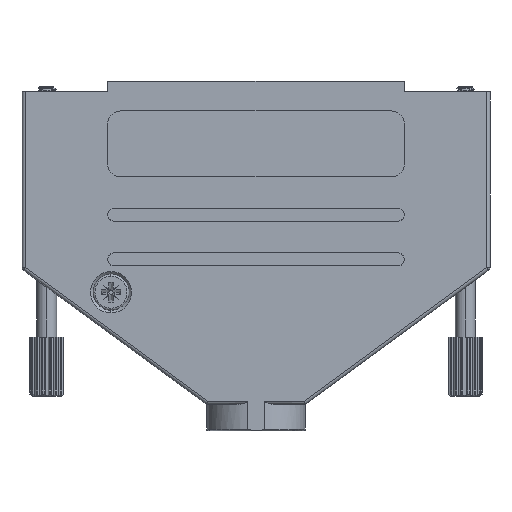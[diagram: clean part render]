
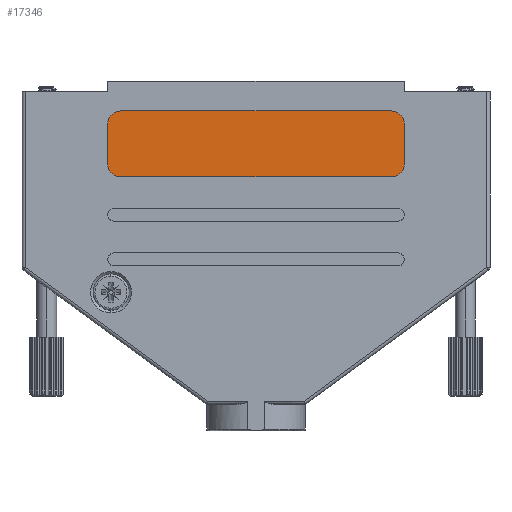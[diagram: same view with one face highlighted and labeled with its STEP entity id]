
A CAD part, front view. The second image highlights one B-rep face of the part: STEP entity #17346.
In plain terms, the highlighted planar face has unit normal (0, -1, 0).
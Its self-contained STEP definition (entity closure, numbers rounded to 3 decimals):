
#95 = VECTOR ( 'NONE', #8480, 1000. ) ;
#375 = LINE ( 'NONE', #16137, #95 ) ;
#1165 = ORIENTED_EDGE ( 'NONE', *, *, #2725, .T. ) ;
#1248 = CARTESIAN_POINT ( 'NONE',  ( -22.5, 0.3, -6.5 ) ) ;
#1940 = CARTESIAN_POINT ( 'NONE',  ( 20.5, 0.3, -6.5 ) ) ;
#2062 = AXIS2_PLACEMENT_3D ( 'NONE', #16114, #9532, #16461 ) ;
#2183 = ORIENTED_EDGE ( 'NONE', *, *, #8351, .T. ) ;
#2725 = EDGE_CURVE ( 'NONE', #13722, #14120, #375, .T. ) ;
#3073 = VERTEX_POINT ( 'NONE', #1248 ) ;
#3276 = EDGE_CURVE ( 'NONE', #14120, #3433, #6586, .T. ) ;
#3433 = VERTEX_POINT ( 'NONE', #4755 ) ;
#4272 = CARTESIAN_POINT ( 'NONE',  ( 22.5, 0.3, -6.5 ) ) ;
#4380 = CARTESIAN_POINT ( 'NONE',  ( 22.5, 0.3, -12.5 ) ) ;
#4425 = CARTESIAN_POINT ( 'NONE',  ( -20.5, 0.3, -14.5 ) ) ;
#4634 = AXIS2_PLACEMENT_3D ( 'NONE', #15027, #13459, #13790 ) ;
#4755 = CARTESIAN_POINT ( 'NONE',  ( 20.5, 0.3, -4.5 ) ) ;
#5023 = VERTEX_POINT ( 'NONE', #4425 ) ;
#5077 = CIRCLE ( 'NONE', #14906, 2. ) ;
#5345 = LINE ( 'NONE', #9564, #7727 ) ;
#5729 = ORIENTED_EDGE ( 'NONE', *, *, #7194, .T. ) ;
#6194 = CARTESIAN_POINT ( 'NONE',  ( -20.5, 0.3, -4.5 ) ) ;
#6586 = CIRCLE ( 'NONE', #2062, 2. ) ;
#6947 = CARTESIAN_POINT ( 'NONE',  ( -22.5, 0.3, -12.5 ) ) ;
#7024 = LINE ( 'NONE', #15933, #8039 ) ;
#7180 = CIRCLE ( 'NONE', #4634, 2. ) ;
#7194 = EDGE_CURVE ( 'NONE', #3073, #15385, #11965, .T. ) ;
#7294 = DIRECTION ( 'NONE',  ( -1., 0., 0. ) ) ;
#7565 = EDGE_CURVE ( 'NONE', #3433, #10658, #5345, .T. ) ;
#7727 = VECTOR ( 'NONE', #14838, 1000. ) ;
#8039 = VECTOR ( 'NONE', #9255, 1000. ) ;
#8041 = ORIENTED_EDGE ( 'NONE', *, *, #3276, .T. ) ;
#8351 = EDGE_CURVE ( 'NONE', #10658, #3073, #7180, .T. ) ;
#8480 = DIRECTION ( 'NONE',  ( 0., 0., 1. ) ) ;
#8647 = FACE_OUTER_BOUND ( 'NONE', #8928, .T. ) ;
#8928 = EDGE_LOOP ( 'NONE', ( #8041, #10507, #2183, #5729, #15380, #9738, #12745, #1165 ) ) ;
#9049 = CARTESIAN_POINT ( 'NONE',  ( -20.5, 0.3, -12.5 ) ) ;
#9242 = DIRECTION ( 'NONE',  ( 0., 0., -1. ) ) ;
#9255 = DIRECTION ( 'NONE',  ( 1., 0., 0. ) ) ;
#9532 = DIRECTION ( 'NONE',  ( 0., -1., 0. ) ) ;
#9564 = CARTESIAN_POINT ( 'NONE',  ( -20.5, 0.3, -4.5 ) ) ;
#9643 = AXIS2_PLACEMENT_3D ( 'NONE', #15696, #14719, #12088 ) ;
#9738 = ORIENTED_EDGE ( 'NONE', *, *, #12211, .T. ) ;
#9906 = CIRCLE ( 'NONE', #9643, 2. ) ;
#10507 = ORIENTED_EDGE ( 'NONE', *, *, #7565, .T. ) ;
#10658 = VERTEX_POINT ( 'NONE', #6194 ) ;
#11781 = CARTESIAN_POINT ( 'NONE',  ( 20.5, 0.3, -14.5 ) ) ;
#11965 = LINE ( 'NONE', #15921, #13337 ) ;
#12088 = DIRECTION ( 'NONE',  ( -1., 0., 0. ) ) ;
#12211 = EDGE_CURVE ( 'NONE', #5023, #15207, #7024, .T. ) ;
#12745 = ORIENTED_EDGE ( 'NONE', *, *, #17125, .T. ) ;
#13337 = VECTOR ( 'NONE', #9242, 1000. ) ;
#13459 = DIRECTION ( 'NONE',  ( 0., -1., 0. ) ) ;
#13563 = AXIS2_PLACEMENT_3D ( 'NONE', #1940, #16719, #14269 ) ;
#13722 = VERTEX_POINT ( 'NONE', #4380 ) ;
#13790 = DIRECTION ( 'NONE',  ( -1., 0., 0. ) ) ;
#14120 = VERTEX_POINT ( 'NONE', #4272 ) ;
#14174 = PLANE ( 'NONE',  #13563 ) ;
#14239 = DIRECTION ( 'NONE',  ( 0., -1., 0. ) ) ;
#14269 = DIRECTION ( 'NONE',  ( -1., 0., 0. ) ) ;
#14719 = DIRECTION ( 'NONE',  ( 0., -1., 0. ) ) ;
#14838 = DIRECTION ( 'NONE',  ( -1., 0., 0. ) ) ;
#14906 = AXIS2_PLACEMENT_3D ( 'NONE', #9049, #14239, #7294 ) ;
#15027 = CARTESIAN_POINT ( 'NONE',  ( -20.5, 0.3, -6.5 ) ) ;
#15127 = EDGE_CURVE ( 'NONE', #15385, #5023, #5077, .T. ) ;
#15207 = VERTEX_POINT ( 'NONE', #11781 ) ;
#15380 = ORIENTED_EDGE ( 'NONE', *, *, #15127, .T. ) ;
#15385 = VERTEX_POINT ( 'NONE', #6947 ) ;
#15696 = CARTESIAN_POINT ( 'NONE',  ( 20.5, 0.3, -12.5 ) ) ;
#15921 = CARTESIAN_POINT ( 'NONE',  ( -22.5, 0.3, -6.5 ) ) ;
#15933 = CARTESIAN_POINT ( 'NONE',  ( -20.5, 0.3, -14.5 ) ) ;
#16114 = CARTESIAN_POINT ( 'NONE',  ( 20.5, 0.3, -6.5 ) ) ;
#16137 = CARTESIAN_POINT ( 'NONE',  ( 22.5, 0.3, -6.5 ) ) ;
#16461 = DIRECTION ( 'NONE',  ( -1., 0., 0. ) ) ;
#16719 = DIRECTION ( 'NONE',  ( 0., 1., 0. ) ) ;
#17125 = EDGE_CURVE ( 'NONE', #15207, #13722, #9906, .T. ) ;
#17346 = ADVANCED_FACE ( 'NONE', ( #8647 ), #14174, .F. ) ;
